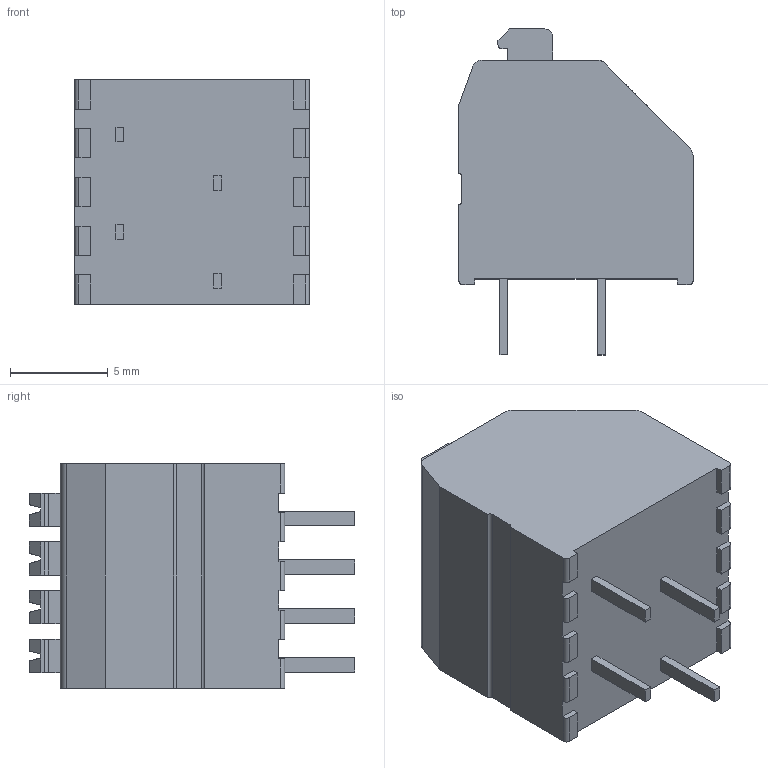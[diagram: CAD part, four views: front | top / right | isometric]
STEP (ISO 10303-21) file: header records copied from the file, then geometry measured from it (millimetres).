
FILE_DESCRIPTION( ( 'STEP AP203' ), '1' );
FILE_NAME( '250-404.stp', '2020-11-23T13:47:51', ( 'License CC BY-ND 4.0' ), ( 'CADENAS' ), ' ', 'PARTsolutions', ' ' );
FILE_SCHEMA( ( 'CONFIG_CONTROL_DESIGN' ) );
Length unit declared in the file: millimetre
Products named in the file (1): _250-404
Bounding box: 12 x 16.7 x 11.5 mm (x, y, z)
Volume: 1399.3 mm3; surface area: 888.8 mm2
Topology: 1 solids, 1 shells, 201 faces, 545 edges, 354 vertices
Faces by surface type: plane 154, cylinder 39, cone 8
Entity records: 6308 total; most frequent: CARTESIAN_POINT 1101, ORIENTED_EDGE 1090, DIRECTION 1058, EDGE_CURVE 545, LINE 436, VECTOR 436, VERTEX_POINT 354, AXIS2_PLACEMENT_3D 311
